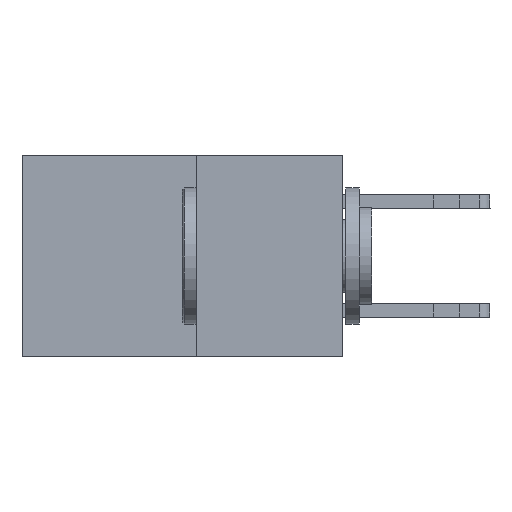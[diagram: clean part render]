
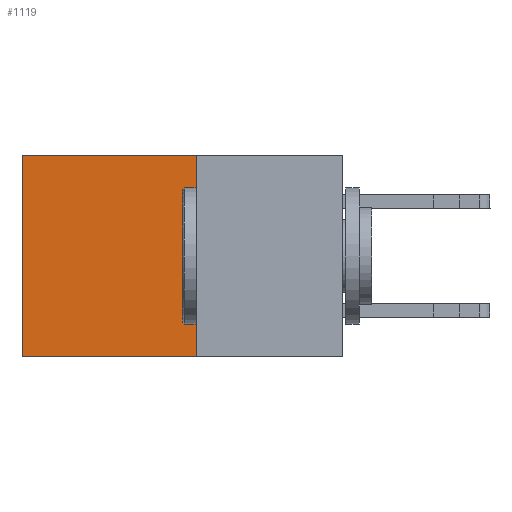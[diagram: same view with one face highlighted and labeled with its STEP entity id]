
A CAD part, left-side view. The second image highlights one B-rep face of the part: STEP entity #1119.
In plain terms, the highlighted planar face has unit normal (-1, 0, 0).
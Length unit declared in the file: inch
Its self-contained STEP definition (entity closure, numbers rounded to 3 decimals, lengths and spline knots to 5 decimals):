
#30 = ORIENTED_EDGE ( 'NONE', *, *, #16307, .F. ) ;
#140 = CARTESIAN_POINT ( 'NONE',  ( 0.277, 0.27, -0.37 ) ) ;
#674 = CARTESIAN_POINT ( 'NONE',  ( 0.277, 0.27, 0. ) ) ;
#1119 = ADVANCED_FACE ( 'NONE', ( #15908 ), #15763, .F. ) ;
#1415 = CARTESIAN_POINT ( 'NONE',  ( 0.277, 0.59, -0.37 ) ) ;
#1447 = LINE ( 'NONE', #1867, #12013 ) ;
#1541 = VECTOR ( 'NONE', #2994, 39.37008 ) ;
#1586 = CARTESIAN_POINT ( 'NONE',  ( 0.277, 0.27, -0.37 ) ) ;
#1867 = CARTESIAN_POINT ( 'NONE',  ( 0.277, 0.27, 0. ) ) ;
#2994 = DIRECTION ( 'NONE',  ( 0., 0., -1. ) ) ;
#3272 = DIRECTION ( 'NONE',  ( 0., 1., 0. ) ) ;
#5068 = VERTEX_POINT ( 'NONE', #674 ) ;
#5691 = EDGE_LOOP ( 'NONE', ( #8469, #30, #11562, #10666 ) ) ;
#6774 = VECTOR ( 'NONE', #13637, 39.37008 ) ;
#6827 = CARTESIAN_POINT ( 'NONE',  ( 0.277, 0.59, 0. ) ) ;
#6926 = VERTEX_POINT ( 'NONE', #10254 ) ;
#7701 = EDGE_CURVE ( 'NONE', #5068, #8115, #1447, .T. ) ;
#8108 = LINE ( 'NONE', #9028, #11750 ) ;
#8115 = VERTEX_POINT ( 'NONE', #6827 ) ;
#8469 = ORIENTED_EDGE ( 'NONE', *, *, #17256, .T. ) ;
#8876 = LINE ( 'NONE', #1586, #1541 ) ;
#9028 = CARTESIAN_POINT ( 'NONE',  ( 0.277, 0.27, -0.37 ) ) ;
#10254 = CARTESIAN_POINT ( 'NONE',  ( 0.277, 0.27, -0.37 ) ) ;
#10372 = AXIS2_PLACEMENT_3D ( 'NONE', #140, #15410, #14525 ) ;
#10666 = ORIENTED_EDGE ( 'NONE', *, *, #7701, .T. ) ;
#11562 = ORIENTED_EDGE ( 'NONE', *, *, #11818, .F. ) ;
#11750 = VECTOR ( 'NONE', #13120, 39.37008 ) ;
#11818 = EDGE_CURVE ( 'NONE', #5068, #6926, #8876, .T. ) ;
#12013 = VECTOR ( 'NONE', #3272, 39.37008 ) ;
#12312 = CARTESIAN_POINT ( 'NONE',  ( 0.277, 0.59, -0.37 ) ) ;
#13120 = DIRECTION ( 'NONE',  ( 0., 1., 0. ) ) ;
#13637 = DIRECTION ( 'NONE',  ( 0., 0., -1. ) ) ;
#14485 = LINE ( 'NONE', #12312, #6774 ) ;
#14525 = DIRECTION ( 'NONE',  ( 0., 0., -1. ) ) ;
#14595 = VERTEX_POINT ( 'NONE', #1415 ) ;
#15410 = DIRECTION ( 'NONE',  ( 1., 0., 0. ) ) ;
#15763 = PLANE ( 'NONE',  #10372 ) ;
#15908 = FACE_OUTER_BOUND ( 'NONE', #5691, .T. ) ;
#16307 = EDGE_CURVE ( 'NONE', #6926, #14595, #8108, .T. ) ;
#17256 = EDGE_CURVE ( 'NONE', #8115, #14595, #14485, .T. ) ;
